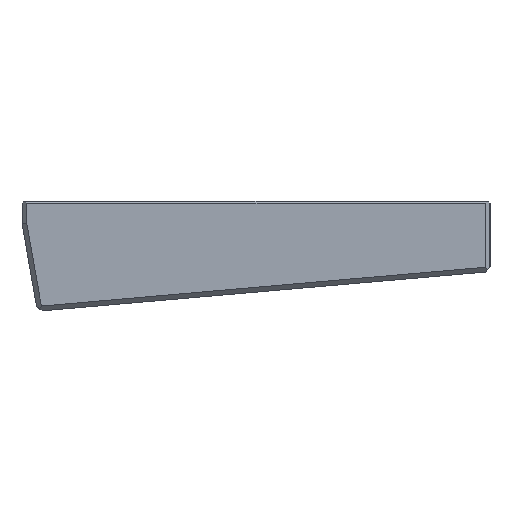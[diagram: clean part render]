
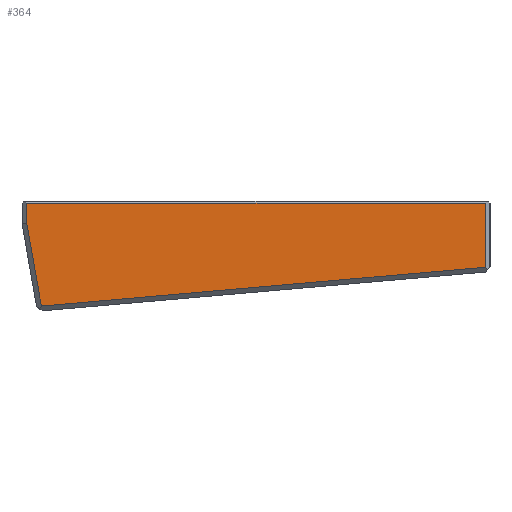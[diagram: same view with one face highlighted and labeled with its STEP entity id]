
A CAD part, left-side view. The second image highlights one B-rep face of the part: STEP entity #364.
In plain terms, the highlighted planar face has unit normal (-1, 0, 0).
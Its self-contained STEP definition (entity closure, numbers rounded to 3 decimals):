
#79 = VERTEX_POINT('',#80);
#80 = CARTESIAN_POINT('',(-1.2,-0.2,4.3));
#86 = EDGE_CURVE('',#87,#79,#89,.T.);
#87 = VERTEX_POINT('',#88);
#88 = CARTESIAN_POINT('',(-1.2,-0.2,-9.084));
#89 = LINE('',#90,#91);
#90 = CARTESIAN_POINT('',(-1.2,-0.2,-8.996));
#91 = VECTOR('',#92,1.);
#92 = DIRECTION('',(0.,0.,1.));
#315 = VERTEX_POINT('',#316);
#316 = CARTESIAN_POINT('',(-1.2,92.404,-17.185));
#322 = EDGE_CURVE('',#315,#87,#323,.T.);
#323 = LINE('',#324,#325);
#324 = CARTESIAN_POINT('',(-1.2,93.317,-17.265));
#325 = VECTOR('',#326,1.);
#326 = DIRECTION('',(0.,-0.996,
    0.087));
#345 = VERTEX_POINT('',#346);
#346 = CARTESIAN_POINT('',(-1.2,95.45,4.3));
#354 = EDGE_CURVE('',#345,#79,#355,.T.);
#355 = LINE('',#356,#357);
#356 = CARTESIAN_POINT('',(-1.2,95.45,4.3));
#357 = VECTOR('',#358,1.);
#358 = DIRECTION('',(0.,-1.,0.));
#364 = ADVANCED_FACE('',(#365),#384,.T.);
#365 = FACE_BOUND('',#366,.T.);
#366 = EDGE_LOOP('',(#367,#368,#369,#377,#383));
#367 = ORIENTED_EDGE('',*,*,#86,.T.);
#368 = ORIENTED_EDGE('',*,*,#354,.F.);
#369 = ORIENTED_EDGE('',*,*,#370,.F.);
#370 = EDGE_CURVE('',#371,#345,#373,.T.);
#371 = VERTEX_POINT('',#372);
#372 = CARTESIAN_POINT('',(-1.2,95.45,0.087));
#373 = LINE('',#374,#375);
#374 = CARTESIAN_POINT('',(-1.2,95.45,0.));
#375 = VECTOR('',#376,1.);
#376 = DIRECTION('',(0.,0.,1.));
#377 = ORIENTED_EDGE('',*,*,#378,.T.);
#378 = EDGE_CURVE('',#371,#315,#379,.T.);
#379 = LINE('',#380,#381);
#380 = CARTESIAN_POINT('',(-1.2,95.465,0.174));
#381 = VECTOR('',#382,1.);
#382 = DIRECTION('',(0.,-0.174,-0.985)
  );
#383 = ORIENTED_EDGE('',*,*,#322,.T.);
#384 = PLANE('',#385);
#385 = AXIS2_PLACEMENT_3D('',#386,#387,#388);
#386 = CARTESIAN_POINT('',(-1.2,48.644,-4.678));
#387 = DIRECTION('',(-1.,-0.,0.));
#388 = DIRECTION('',(0.,0.,-1.));
